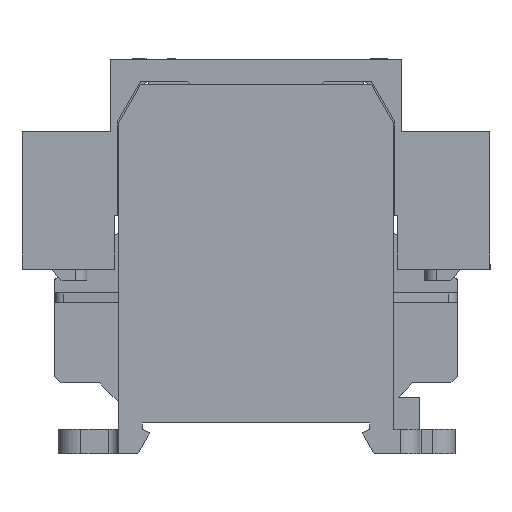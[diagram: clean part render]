
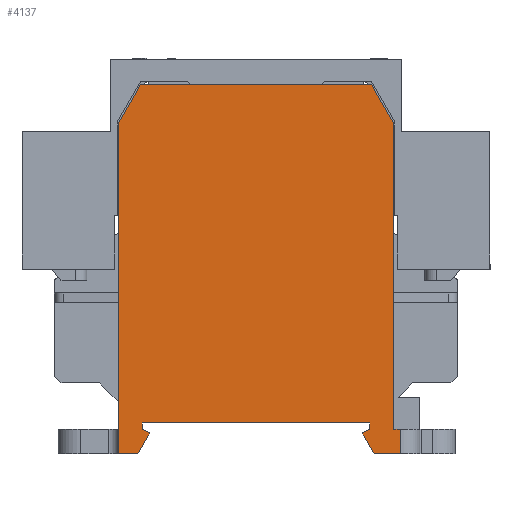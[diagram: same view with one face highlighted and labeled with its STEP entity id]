
A CAD part, left-side view. The second image highlights one B-rep face of the part: STEP entity #4137.
In plain terms, the highlighted face is planar.
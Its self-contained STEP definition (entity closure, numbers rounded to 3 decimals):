
#3213=FACE_OUTER_BOUND('',#5524,.T.);
#4137=ADVANCED_FACE('',(#3213),#22012,.T.);
#5524=EDGE_LOOP('',(#10715,#10716,#10717,#10718,#10719,#10720,#10721,#10722,
#10723,#10724,#10725,#10726,#10727,#10728,#10729,#10730));
#6680=LINE('',#31560,#8378);
#6692=LINE('',#31589,#8390);
#6736=LINE('',#31678,#8434);
#6806=LINE('',#31858,#8504);
#6817=LINE('',#31902,#8515);
#6842=LINE('',#31980,#8540);
#6844=LINE('',#31983,#8542);
#6847=LINE('',#31989,#8545);
#6854=LINE('',#32012,#8552);
#6857=LINE('',#32018,#8555);
#6860=LINE('',#32024,#8558);
#6863=LINE('',#32030,#8561);
#6866=LINE('',#32036,#8564);
#6869=LINE('',#32042,#8567);
#6871=LINE('',#32045,#8569);
#6872=LINE('',#32047,#8570);
#8378=VECTOR('',#25031,1.);
#8390=VECTOR('',#25053,1.);
#8434=VECTOR('',#25107,1.);
#8504=VECTOR('',#25249,1.);
#8515=VECTOR('',#25284,1.);
#8540=VECTOR('',#25341,1.);
#8542=VECTOR('',#25345,1.);
#8545=VECTOR('',#25350,1.);
#8552=VECTOR('',#25369,1.);
#8555=VECTOR('',#25374,1.);
#8558=VECTOR('',#25379,1.);
#8561=VECTOR('',#25384,1.);
#8564=VECTOR('',#25389,1.);
#8567=VECTOR('',#25394,1.);
#8569=VECTOR('',#25398,1.);
#8570=VECTOR('',#25401,1.);
#10715=ORIENTED_EDGE('',*,*,#17452,.T.);
#10716=ORIENTED_EDGE('',*,*,#17527,.F.);
#10717=ORIENTED_EDGE('',*,*,#17430,.F.);
#10718=ORIENTED_EDGE('',*,*,#17298,.T.);
#10719=ORIENTED_EDGE('',*,*,#17492,.T.);
#10720=ORIENTED_EDGE('',*,*,#17284,.T.);
#10721=ORIENTED_EDGE('',*,*,#17494,.T.);
#10722=ORIENTED_EDGE('',*,*,#17342,.T.);
#10723=ORIENTED_EDGE('',*,*,#17497,.T.);
#10724=ORIENTED_EDGE('',*,*,#17509,.T.);
#10725=ORIENTED_EDGE('',*,*,#17512,.T.);
#10726=ORIENTED_EDGE('',*,*,#17515,.T.);
#10727=ORIENTED_EDGE('',*,*,#17518,.T.);
#10728=ORIENTED_EDGE('',*,*,#17521,.T.);
#10729=ORIENTED_EDGE('',*,*,#17524,.T.);
#10730=ORIENTED_EDGE('',*,*,#17526,.T.);
#15535=VERTEX_POINT('',#31559);
#15536=VERTEX_POINT('',#31561);
#15547=VERTEX_POINT('',#31588);
#15548=VERTEX_POINT('',#31590);
#15587=VERTEX_POINT('',#31677);
#15588=VERTEX_POINT('',#31679);
#15662=VERTEX_POINT('',#31859);
#15681=VERTEX_POINT('',#31900);
#15683=VERTEX_POINT('',#31903);
#15721=VERTEX_POINT('',#31988);
#15731=VERTEX_POINT('',#32011);
#15733=VERTEX_POINT('',#32017);
#15735=VERTEX_POINT('',#32023);
#15737=VERTEX_POINT('',#32029);
#15739=VERTEX_POINT('',#32035);
#15741=VERTEX_POINT('',#32041);
#17284=EDGE_CURVE('',#15536,#15535,#6680,.T.);
#17298=EDGE_CURVE('',#15548,#15547,#6692,.T.);
#17342=EDGE_CURVE('',#15588,#15587,#6736,.T.);
#17430=EDGE_CURVE('',#15548,#15662,#6806,.T.);
#17452=EDGE_CURVE('',#15683,#15681,#6817,.T.);
#17492=EDGE_CURVE('',#15547,#15536,#6842,.T.);
#17494=EDGE_CURVE('',#15535,#15588,#6844,.T.);
#17497=EDGE_CURVE('',#15587,#15721,#6847,.T.);
#17509=EDGE_CURVE('',#15721,#15731,#6854,.T.);
#17512=EDGE_CURVE('',#15731,#15733,#6857,.T.);
#17515=EDGE_CURVE('',#15733,#15735,#6860,.T.);
#17518=EDGE_CURVE('',#15735,#15737,#6863,.T.);
#17521=EDGE_CURVE('',#15737,#15739,#6866,.T.);
#17524=EDGE_CURVE('',#15739,#15741,#6869,.T.);
#17526=EDGE_CURVE('',#15741,#15683,#6871,.T.);
#17527=EDGE_CURVE('',#15662,#15681,#6872,.T.);
#22012=PLANE('',#23824);
#23824=AXIS2_PLACEMENT_3D('',#32048,#25402,#25403);
#25031=DIRECTION('',(0.,1.,0.));
#25053=DIRECTION('',(1.,0.,0.));
#25107=DIRECTION('',(-1.,0.,0.));
#25249=DIRECTION('',(0.,-1.,0.));
#25284=DIRECTION('',(0.,-1.,0.));
#25341=DIRECTION('',(0.866,0.5,0.));
#25345=DIRECTION('',(-0.866,0.5,0.));
#25350=DIRECTION('',(0.,-1.,0.));
#25369=DIRECTION('',(0.866,-0.5,0.));
#25374=DIRECTION('',(0.423,0.906,0.));
#25379=DIRECTION('',(1.,0.,0.));
#25384=DIRECTION('',(0.,-1.,0.));
#25389=DIRECTION('',(-1.,0.,0.));
#25394=DIRECTION('',(-0.423,0.906,0.));
#25398=DIRECTION('',(-0.866,-0.5,0.));
#25401=DIRECTION('',(-1.,0.,0.));
#25402=DIRECTION('',(0.,0.,1.));
#25403=DIRECTION('',(1.,0.,0.));
#31559=CARTESIAN_POINT('',(56.7,17.794,18.));
#31560=CARTESIAN_POINT('',(56.7,-17.794,18.));
#31561=CARTESIAN_POINT('',(56.7,-17.794,18.));
#31588=CARTESIAN_POINT('',(50.8,-21.2,18.));
#31589=CARTESIAN_POINT('',(0.,-21.2,18.));
#31590=CARTESIAN_POINT('',(3.7,-21.2,18.));
#31677=CARTESIAN_POINT('',(0.,21.2,18.));
#31678=CARTESIAN_POINT('',(50.8,21.2,18.));
#31679=CARTESIAN_POINT('',(50.8,21.2,18.));
#31858=CARTESIAN_POINT('',(3.7,-21.2,18.));
#31859=CARTESIAN_POINT('',(3.7,-22.2,18.));
#31900=CARTESIAN_POINT('',(0.,-22.2,18.));
#31902=CARTESIAN_POINT('',(0.,-18.177,18.));
#31903=CARTESIAN_POINT('',(0.,-18.177,18.));
#31980=CARTESIAN_POINT('',(50.8,-21.2,18.));
#31983=CARTESIAN_POINT('',(56.7,17.794,18.));
#31988=CARTESIAN_POINT('',(0.,18.177,18.));
#31989=CARTESIAN_POINT('',(0.,21.2,18.));
#32011=CARTESIAN_POINT('',(3.164,16.35,18.));
#32012=CARTESIAN_POINT('',(0.,18.177,18.));
#32017=CARTESIAN_POINT('',(3.7,17.5,18.));
#32018=CARTESIAN_POINT('',(3.164,16.35,18.));
#32023=CARTESIAN_POINT('',(4.7,17.5,18.));
#32024=CARTESIAN_POINT('',(3.7,17.5,18.));
#32029=CARTESIAN_POINT('',(4.7,-17.5,18.));
#32030=CARTESIAN_POINT('',(4.7,17.5,18.));
#32035=CARTESIAN_POINT('',(3.7,-17.5,18.));
#32036=CARTESIAN_POINT('',(4.7,-17.5,18.));
#32041=CARTESIAN_POINT('',(3.164,-16.35,18.));
#32042=CARTESIAN_POINT('',(3.7,-17.5,18.));
#32045=CARTESIAN_POINT('',(3.164,-16.35,18.));
#32047=CARTESIAN_POINT('',(3.7,-22.2,18.));
#32048=CARTESIAN_POINT('',(0.,0.,18.));
